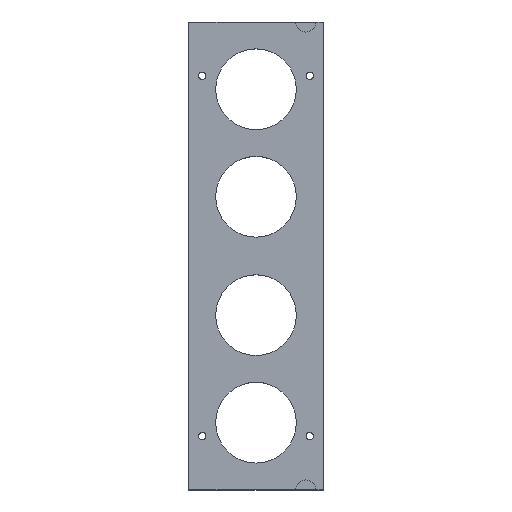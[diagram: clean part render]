
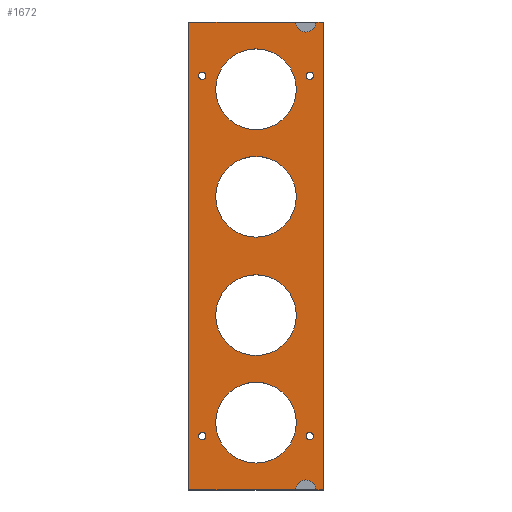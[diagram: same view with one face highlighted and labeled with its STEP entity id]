
A CAD part, top view. The second image highlights one B-rep face of the part: STEP entity #1672.
In plain terms, the highlighted planar face has unit normal (0, 0, 1).
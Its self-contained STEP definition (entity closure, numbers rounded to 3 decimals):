
#94=FACE_BOUND('',#366,.T.);
#95=FACE_BOUND('',#367,.T.);
#96=FACE_BOUND('',#368,.T.);
#97=FACE_BOUND('',#369,.T.);
#98=FACE_BOUND('',#370,.T.);
#99=FACE_BOUND('',#371,.T.);
#100=FACE_BOUND('',#372,.T.);
#101=FACE_BOUND('',#373,.T.);
#138=PLANE('',#1890);
#212=FACE_OUTER_BOUND('',#365,.T.);
#365=EDGE_LOOP('',(#1468,#1469,#1470,#1471,#1472,#1473,#1474,#1475));
#366=EDGE_LOOP('',(#1476));
#367=EDGE_LOOP('',(#1477));
#368=EDGE_LOOP('',(#1478));
#369=EDGE_LOOP('',(#1479));
#370=EDGE_LOOP('',(#1480));
#371=EDGE_LOOP('',(#1481));
#372=EDGE_LOOP('',(#1482));
#373=EDGE_LOOP('',(#1483));
#419=LINE('',#2460,#517);
#494=LINE('',#2816,#592);
#497=LINE('',#2822,#595);
#498=LINE('',#2824,#596);
#499=LINE('',#2825,#597);
#500=LINE('',#2826,#598);
#517=VECTOR('',#1971,10.);
#592=VECTOR('',#2370,10.);
#595=VECTOR('',#2375,10.);
#596=VECTOR('',#2376,10.);
#597=VECTOR('',#2377,10.);
#598=VECTOR('',#2378,10.);
#605=CIRCLE('',#1701,30.);
#609=CIRCLE('',#1707,30.);
#613=CIRCLE('',#1713,30.);
#617=CIRCLE('',#1719,30.);
#619=CIRCLE('',#1722,7.5);
#621=CIRCLE('',#1725,7.5);
#717=CIRCLE('',#1872,2.75);
#720=CIRCLE('',#1877,2.75);
#723=CIRCLE('',#1882,2.75);
#726=CIRCLE('',#1887,2.75);
#729=VERTEX_POINT('',#2399);
#733=VERTEX_POINT('',#2411);
#737=VERTEX_POINT('',#2423);
#741=VERTEX_POINT('',#2435);
#743=VERTEX_POINT('',#2441);
#745=VERTEX_POINT('',#2444);
#747=VERTEX_POINT('',#2450);
#749=VERTEX_POINT('',#2453);
#751=VERTEX_POINT('',#2459);
#860=VERTEX_POINT('',#2779);
#863=VERTEX_POINT('',#2789);
#866=VERTEX_POINT('',#2799);
#869=VERTEX_POINT('',#2809);
#870=VERTEX_POINT('',#2815);
#872=VERTEX_POINT('',#2821);
#873=VERTEX_POINT('',#2823);
#878=EDGE_CURVE('',#729,#729,#605,.T.);
#884=EDGE_CURVE('',#733,#733,#609,.T.);
#890=EDGE_CURVE('',#737,#737,#613,.T.);
#896=EDGE_CURVE('',#741,#741,#617,.T.);
#900=EDGE_CURVE('',#745,#743,#619,.T.);
#904=EDGE_CURVE('',#749,#747,#621,.T.);
#907=EDGE_CURVE('',#745,#751,#419,.T.);
#1068=EDGE_CURVE('',#860,#860,#717,.T.);
#1073=EDGE_CURVE('',#863,#863,#720,.T.);
#1078=EDGE_CURVE('',#866,#866,#723,.T.);
#1083=EDGE_CURVE('',#869,#869,#726,.T.);
#1086=EDGE_CURVE('',#870,#751,#494,.T.);
#1089=EDGE_CURVE('',#872,#743,#497,.T.);
#1090=EDGE_CURVE('',#873,#872,#498,.T.);
#1091=EDGE_CURVE('',#749,#873,#499,.T.);
#1092=EDGE_CURVE('',#870,#747,#500,.T.);
#1468=ORIENTED_EDGE('',*,*,#900,.T.);
#1469=ORIENTED_EDGE('',*,*,#1089,.F.);
#1470=ORIENTED_EDGE('',*,*,#1090,.F.);
#1471=ORIENTED_EDGE('',*,*,#1091,.F.);
#1472=ORIENTED_EDGE('',*,*,#904,.T.);
#1473=ORIENTED_EDGE('',*,*,#1092,.F.);
#1474=ORIENTED_EDGE('',*,*,#1086,.T.);
#1475=ORIENTED_EDGE('',*,*,#907,.F.);
#1476=ORIENTED_EDGE('',*,*,#878,.T.);
#1477=ORIENTED_EDGE('',*,*,#884,.T.);
#1478=ORIENTED_EDGE('',*,*,#890,.T.);
#1479=ORIENTED_EDGE('',*,*,#896,.T.);
#1480=ORIENTED_EDGE('',*,*,#1068,.T.);
#1481=ORIENTED_EDGE('',*,*,#1073,.T.);
#1482=ORIENTED_EDGE('',*,*,#1078,.T.);
#1483=ORIENTED_EDGE('',*,*,#1083,.T.);
#1672=ADVANCED_FACE('',(#212,#94,#95,#96,#97,#98,#99,#100,#101),#138,.T.);
#1701=AXIS2_PLACEMENT_3D('',#2400,#1906,#1907);
#1707=AXIS2_PLACEMENT_3D('',#2412,#1920,#1921);
#1713=AXIS2_PLACEMENT_3D('',#2424,#1934,#1935);
#1719=AXIS2_PLACEMENT_3D('',#2436,#1948,#1949);
#1722=AXIS2_PLACEMENT_3D('',#2445,#1956,#1957);
#1725=AXIS2_PLACEMENT_3D('',#2454,#1964,#1965);
#1872=AXIS2_PLACEMENT_3D('',#2780,#2326,#2327);
#1877=AXIS2_PLACEMENT_3D('',#2790,#2338,#2339);
#1882=AXIS2_PLACEMENT_3D('',#2800,#2350,#2351);
#1887=AXIS2_PLACEMENT_3D('',#2810,#2362,#2363);
#1890=AXIS2_PLACEMENT_3D('',#2820,#2373,#2374);
#1906=DIRECTION('center_axis',(0.,0.,-1.));
#1907=DIRECTION('ref_axis',(-1.,0.,0.));
#1920=DIRECTION('center_axis',(0.,0.,-1.));
#1921=DIRECTION('ref_axis',(-1.,0.,0.));
#1934=DIRECTION('center_axis',(0.,0.,-1.));
#1935=DIRECTION('ref_axis',(-1.,0.,0.));
#1948=DIRECTION('center_axis',(0.,0.,-1.));
#1949=DIRECTION('ref_axis',(-1.,0.,0.));
#1956=DIRECTION('center_axis',(0.,0.,-1.));
#1957=DIRECTION('ref_axis',(-1.,0.,0.));
#1964=DIRECTION('center_axis',(0.,0.,-1.));
#1965=DIRECTION('ref_axis',(-1.,0.,0.));
#1971=DIRECTION('',(1.,0.,0.));
#2326=DIRECTION('center_axis',(0.,0.,-1.));
#2327=DIRECTION('ref_axis',(-1.,0.,0.));
#2338=DIRECTION('center_axis',(0.,0.,-1.));
#2339=DIRECTION('ref_axis',(-1.,0.,0.));
#2350=DIRECTION('center_axis',(0.,0.,-1.));
#2351=DIRECTION('ref_axis',(-1.,0.,0.));
#2362=DIRECTION('center_axis',(0.,0.,-1.));
#2363=DIRECTION('ref_axis',(-1.,0.,0.));
#2370=DIRECTION('',(0.,1.,0.));
#2373=DIRECTION('center_axis',(0.,0.,1.));
#2374=DIRECTION('ref_axis',(1.,0.,0.));
#2375=DIRECTION('',(1.,0.,0.));
#2376=DIRECTION('',(0.,1.,0.));
#2377=DIRECTION('',(-1.,0.,0.));
#2378=DIRECTION('',(-1.,0.,0.));
#2399=CARTESIAN_POINT('',(30.,218.,10.));
#2400=CARTESIAN_POINT('Origin',(0.,218.,10.));
#2411=CARTESIAN_POINT('',(30.,50.,10.));
#2412=CARTESIAN_POINT('Origin',(0.,50.,10.));
#2423=CARTESIAN_POINT('',(30.,130.,10.));
#2424=CARTESIAN_POINT('Origin',(0.,130.,10.));
#2435=CARTESIAN_POINT('',(30.,298.,10.));
#2436=CARTESIAN_POINT('Origin',(0.,298.,10.));
#2441=CARTESIAN_POINT('',(29.5,348.,10.));
#2444=CARTESIAN_POINT('',(44.5,348.,10.));
#2445=CARTESIAN_POINT('Origin',(37.,348.,10.));
#2450=CARTESIAN_POINT('',(44.5,0.,10.));
#2453=CARTESIAN_POINT('',(29.5,0.,10.));
#2454=CARTESIAN_POINT('Origin',(37.,0.,10.));
#2459=CARTESIAN_POINT('',(50.,348.,10.));
#2460=CARTESIAN_POINT('',(50.,348.,10.));
#2779=CARTESIAN_POINT('',(-37.25,308.,10.));
#2780=CARTESIAN_POINT('Origin',(-40.,308.,10.));
#2789=CARTESIAN_POINT('',(-37.25,40.,10.));
#2790=CARTESIAN_POINT('Origin',(-40.,40.,10.));
#2799=CARTESIAN_POINT('',(42.75,40.,10.));
#2800=CARTESIAN_POINT('Origin',(40.,40.,10.));
#2809=CARTESIAN_POINT('',(42.75,308.,10.));
#2810=CARTESIAN_POINT('Origin',(40.,308.,10.));
#2815=CARTESIAN_POINT('',(50.,0.,10.));
#2816=CARTESIAN_POINT('',(50.,0.,10.));
#2820=CARTESIAN_POINT('Origin',(-50.,0.,10.));
#2821=CARTESIAN_POINT('',(-50.,348.,10.));
#2822=CARTESIAN_POINT('',(50.,348.,10.));
#2823=CARTESIAN_POINT('',(-50.,0.,10.));
#2824=CARTESIAN_POINT('',(-50.,0.,10.));
#2825=CARTESIAN_POINT('',(50.,0.,10.));
#2826=CARTESIAN_POINT('',(50.,0.,10.));
